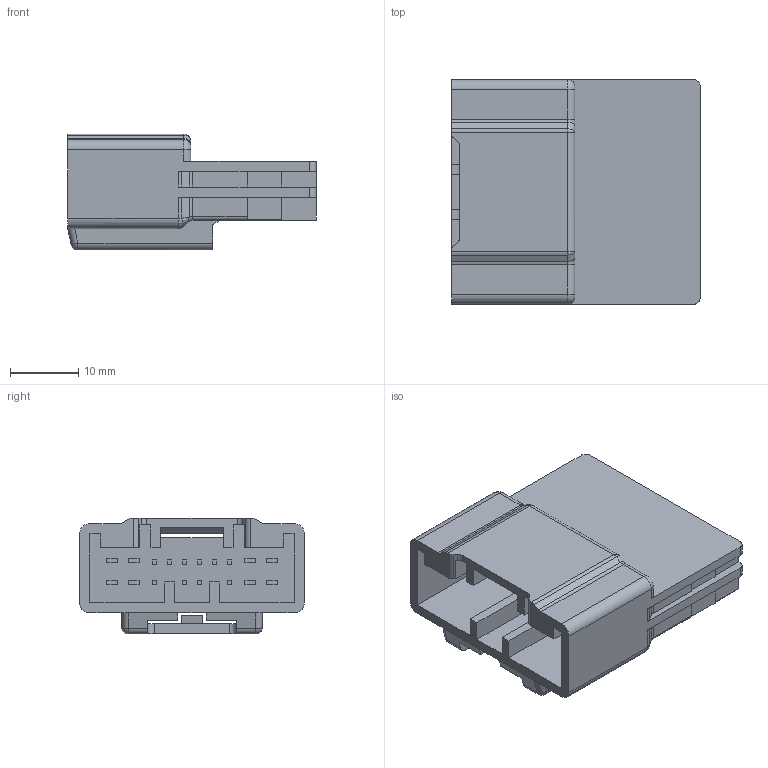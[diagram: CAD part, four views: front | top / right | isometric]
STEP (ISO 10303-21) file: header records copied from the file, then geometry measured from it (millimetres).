
FILE_DESCRIPTION(('CATIA V5 STEP Exchange'),'2;1');
FILE_NAME('6098-5594.stp','2012-12-14T06:00:44+00:00',('none'),('none'),'CATIA Version 5 Release 20 SP 4 (IN-10)','CATIA V5 STEP AP203','none');
FILE_SCHEMA(('CONFIG_CONTROL_DESIGN'));
Length unit declared in the file: millimetre
Products named in the file (1): 6098-5594
Bounding box: 36.4 x 32.9 x 16.95 mm (x, y, z)
Volume: 8849.3 mm3; surface area: 6842.8 mm2
Topology: 1 solids, 1 shells, 373 faces, 974 edges, 632 vertices
Faces by surface type: plane 301, cylinder 45, bspline 19, sphere 4, revolution 2, torus 2
Entity records: 11339 total; most frequent: CARTESIAN_POINT 2724, ORIENTED_EDGE 1940, DIRECTION 1419, EDGE_CURVE 970, VECTOR 829, LINE 829, VERTEX_POINT 632, EDGE_LOOP 410
